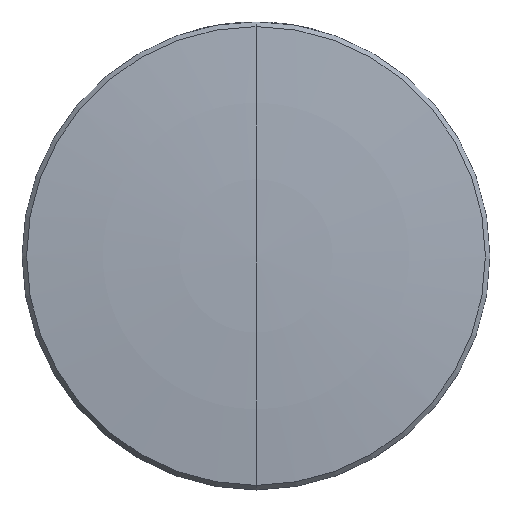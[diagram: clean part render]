
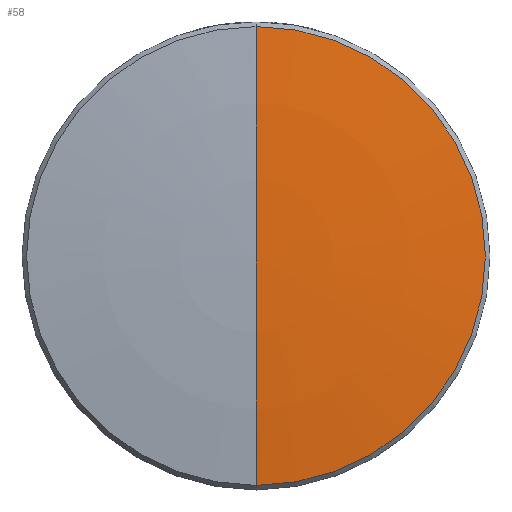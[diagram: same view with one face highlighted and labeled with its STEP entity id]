
A CAD part, top view. The second image highlights one B-rep face of the part: STEP entity #58.
In plain terms, the highlighted toroidal (fillet/blend) face has major radius 0.03 mm and minor radius 115.02 mm.
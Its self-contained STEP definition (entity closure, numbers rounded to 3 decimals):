
#55 = DIRECTION ( 'NONE',  ( 0., 0., 1. ) ) ;
#58 = ADVANCED_FACE ( 'NONE', ( #955 ), #607, .T. ) ;
#76 = CIRCLE ( 'NONE', #1357, 115.02 ) ;
#132 = CARTESIAN_POINT ( 'NONE',  ( 0., -12.452, 2.027 ) ) ;
#408 = CIRCLE ( 'NONE', #954, 115.02 ) ;
#409 = CARTESIAN_POINT ( 'NONE',  ( 0., 12.452, 2.027 ) ) ;
#489 = DIRECTION ( 'NONE',  ( -1., 0., 0. ) ) ;
#607 = TOROIDAL_SURFACE ( 'NONE', #1420, 0.03, 115.02 ) ;
#826 = CARTESIAN_POINT ( 'NONE',  ( 0., 0., -112.32 ) ) ;
#875 = ORIENTED_EDGE ( 'NONE', *, *, #1028, .F. ) ;
#943 = DIRECTION ( 'NONE',  ( 1., 0., 0. ) ) ;
#954 = AXIS2_PLACEMENT_3D ( 'NONE', #1991, #489, #55 ) ;
#955 = FACE_OUTER_BOUND ( 'NONE', #2606, .T. ) ;
#1028 = EDGE_CURVE ( 'NONE', #1312, #2184, #408, .T. ) ;
#1050 = EDGE_CURVE ( 'NONE', #2666, #2184, #1662, .T. ) ;
#1249 = DIRECTION ( 'NONE',  ( 0., 0., -1. ) ) ;
#1270 = ORIENTED_EDGE ( 'NONE', *, *, #2478, .T. ) ;
#1312 = VERTEX_POINT ( 'NONE', #1871 ) ;
#1357 = AXIS2_PLACEMENT_3D ( 'NONE', #1399, #943, #2003 ) ;
#1399 = CARTESIAN_POINT ( 'NONE',  ( 0., -0.03, -112.32 ) ) ;
#1420 = AXIS2_PLACEMENT_3D ( 'NONE', #826, #1249, #2089 ) ;
#1662 = CIRCLE ( 'NONE', #2420, 12.452 ) ;
#1776 = CARTESIAN_POINT ( 'NONE',  ( 0., 0., 2.027 ) ) ;
#1871 = CARTESIAN_POINT ( 'NONE',  ( 0., 0., 2.7 ) ) ;
#1991 = CARTESIAN_POINT ( 'NONE',  ( 0., 0.03, -112.32 ) ) ;
#2003 = DIRECTION ( 'NONE',  ( 0., 1., 0. ) ) ;
#2089 = DIRECTION ( 'NONE',  ( 0., 1., 0. ) ) ;
#2171 = DIRECTION ( 'NONE',  ( 0., 1., 0. ) ) ;
#2184 = VERTEX_POINT ( 'NONE', #409 ) ;
#2204 = DIRECTION ( 'NONE',  ( 0., 0., 1. ) ) ;
#2302 = ORIENTED_EDGE ( 'NONE', *, *, #1050, .T. ) ;
#2420 = AXIS2_PLACEMENT_3D ( 'NONE', #1776, #2204, #2171 ) ;
#2478 = EDGE_CURVE ( 'NONE', #1312, #2666, #76, .T. ) ;
#2606 = EDGE_LOOP ( 'NONE', ( #875, #1270, #2302 ) ) ;
#2666 = VERTEX_POINT ( 'NONE', #132 ) ;
